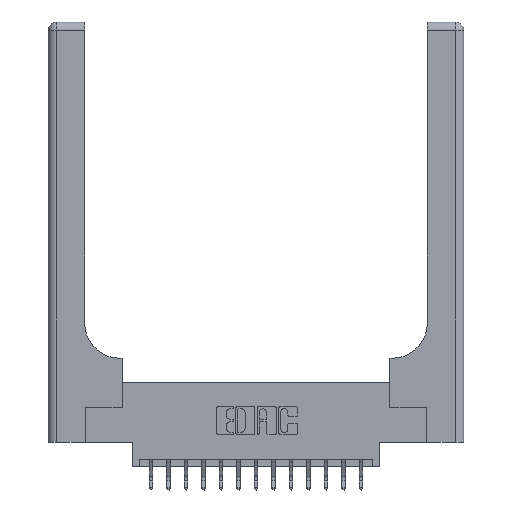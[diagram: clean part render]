
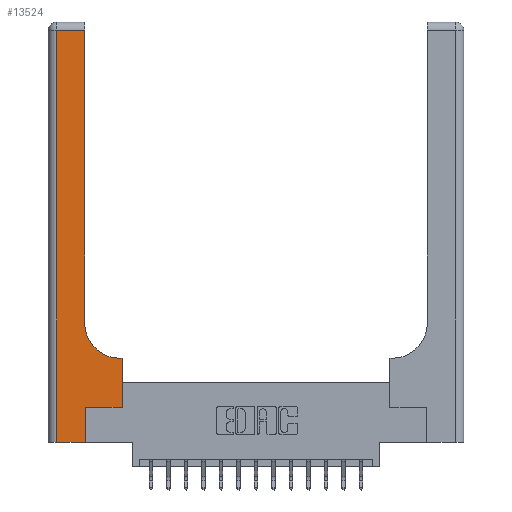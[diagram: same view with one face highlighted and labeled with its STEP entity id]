
A CAD part, top view. The second image highlights one B-rep face of the part: STEP entity #13524.
In plain terms, the highlighted planar face has unit normal (0, 0, 1).
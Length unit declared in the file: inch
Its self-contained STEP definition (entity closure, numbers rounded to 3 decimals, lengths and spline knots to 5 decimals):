
#367 = ORIENTED_EDGE ( 'NONE', *, *, #8694, .T. ) ;
#381 = LINE ( 'NONE', #922, #11447 ) ;
#529 = CARTESIAN_POINT ( 'NONE',  ( 0.265, 0.25, 0.37 ) ) ;
#775 = CARTESIAN_POINT ( 'NONE',  ( 0.51, 0.6, 0.37 ) ) ;
#843 = DIRECTION ( 'NONE',  ( 0., 1., 0. ) ) ;
#922 = CARTESIAN_POINT ( 'NONE',  ( 0.26, 3., 0.37 ) ) ;
#1010 = DIRECTION ( 'NONE',  ( -1., 0., 0. ) ) ;
#1059 = AXIS2_PLACEMENT_3D ( 'NONE', #5958, #11624, #17297 ) ;
#1092 = VECTOR ( 'NONE', #4231, 39.37008 ) ;
#1101 = ORIENTED_EDGE ( 'NONE', *, *, #18175, .T. ) ;
#1213 = VERTEX_POINT ( 'NONE', #11844 ) ;
#1230 = CARTESIAN_POINT ( 'NONE',  ( 0.26, 0.6, 0.37 ) ) ;
#1337 = VECTOR ( 'NONE', #14718, 39.37008 ) ;
#1430 = LINE ( 'NONE', #11476, #1092 ) ;
#1458 = DIRECTION ( 'NONE',  ( 0., 0., -1. ) ) ;
#2254 = CIRCLE ( 'NONE', #1059, 0.25 ) ;
#2306 = EDGE_CURVE ( 'NONE', #17826, #1213, #11310, .T. ) ;
#2310 = ORIENTED_EDGE ( 'NONE', *, *, #9720, .T. ) ;
#2324 = CARTESIAN_POINT ( 'NONE',  ( 0., 2.94, 0.37 ) ) ;
#2704 = EDGE_CURVE ( 'NONE', #4390, #7414, #381, .T. ) ;
#3319 = DIRECTION ( 'NONE',  ( 1., 0., 0. ) ) ;
#3562 = VECTOR ( 'NONE', #3319, 39.37008 ) ;
#3581 = EDGE_CURVE ( 'NONE', #4086, #16874, #1430, .T. ) ;
#3826 = VECTOR ( 'NONE', #843, 39.37008 ) ;
#3829 = EDGE_CURVE ( 'NONE', #18332, #11372, #8076, .T. ) ;
#3925 = EDGE_LOOP ( 'NONE', ( #8966, #2310, #12176, #4235, #13097, #367, #16805, #13369, #1101 ) ) ;
#4086 = VERTEX_POINT ( 'NONE', #14577 ) ;
#4231 = DIRECTION ( 'NONE',  ( 0., -1., 0. ) ) ;
#4235 = ORIENTED_EDGE ( 'NONE', *, *, #9406, .T. ) ;
#4390 = VERTEX_POINT ( 'NONE', #18203 ) ;
#4562 = CARTESIAN_POINT ( 'NONE',  ( 0.06, 0., 0.37 ) ) ;
#4806 = CARTESIAN_POINT ( 'NONE',  ( 0.265, 0., 0.37 ) ) ;
#5149 = EDGE_CURVE ( 'NONE', #1213, #16144, #8279, .T. ) ;
#5293 = VECTOR ( 'NONE', #1010, 39.37008 ) ;
#5515 = DIRECTION ( 'NONE',  ( -1., 0., 0. ) ) ;
#5958 = CARTESIAN_POINT ( 'NONE',  ( 0.51, 0.85, 0.37 ) ) ;
#6025 = LINE ( 'NONE', #529, #3562 ) ;
#6858 = CARTESIAN_POINT ( 'NONE',  ( 0.528, 0.25, 0.37 ) ) ;
#6957 = PLANE ( 'NONE',  #11975 ) ;
#7414 = VERTEX_POINT ( 'NONE', #13554 ) ;
#8076 = LINE ( 'NONE', #18052, #3826 ) ;
#8279 = LINE ( 'NONE', #1230, #12103 ) ;
#8694 = EDGE_CURVE ( 'NONE', #11372, #17826, #6025, .T. ) ;
#8966 = ORIENTED_EDGE ( 'NONE', *, *, #2704, .T. ) ;
#9406 = EDGE_CURVE ( 'NONE', #16874, #18332, #9421, .T. ) ;
#9421 = LINE ( 'NONE', #17525, #1337 ) ;
#9491 = CARTESIAN_POINT ( 'NONE',  ( 0.528, 0.25, 0.37 ) ) ;
#9720 = EDGE_CURVE ( 'NONE', #7414, #4086, #10966, .T. ) ;
#9825 = FACE_OUTER_BOUND ( 'NONE', #3925, .T. ) ;
#9908 = DIRECTION ( 'NONE',  ( -1., 0., 0. ) ) ;
#10117 = VECTOR ( 'NONE', #11496, 39.37008 ) ;
#10966 = LINE ( 'NONE', #2324, #5293 ) ;
#11310 = LINE ( 'NONE', #6858, #10117 ) ;
#11372 = VERTEX_POINT ( 'NONE', #18070 ) ;
#11447 = VECTOR ( 'NONE', #16025, 39.37008 ) ;
#11476 = CARTESIAN_POINT ( 'NONE',  ( 0.06, 3., 0.37 ) ) ;
#11496 = DIRECTION ( 'NONE',  ( 0., 1., 0. ) ) ;
#11624 = DIRECTION ( 'NONE',  ( 0., 0., -1. ) ) ;
#11844 = CARTESIAN_POINT ( 'NONE',  ( 0.528, 0.6, 0.37 ) ) ;
#11975 = AXIS2_PLACEMENT_3D ( 'NONE', #16811, #1458, #9908 ) ;
#12103 = VECTOR ( 'NONE', #5515, 39.37008 ) ;
#12176 = ORIENTED_EDGE ( 'NONE', *, *, #3581, .T. ) ;
#13097 = ORIENTED_EDGE ( 'NONE', *, *, #3829, .T. ) ;
#13369 = ORIENTED_EDGE ( 'NONE', *, *, #5149, .T. ) ;
#13524 = ADVANCED_FACE ( 'NONE', ( #9825 ), #6957, .F. ) ;
#13554 = CARTESIAN_POINT ( 'NONE',  ( 0.26, 2.94, 0.37 ) ) ;
#14577 = CARTESIAN_POINT ( 'NONE',  ( 0.06, 2.94, 0.37 ) ) ;
#14718 = DIRECTION ( 'NONE',  ( 1., 0., 0. ) ) ;
#16025 = DIRECTION ( 'NONE',  ( 0., 1., 0. ) ) ;
#16144 = VERTEX_POINT ( 'NONE', #775 ) ;
#16805 = ORIENTED_EDGE ( 'NONE', *, *, #2306, .T. ) ;
#16811 = CARTESIAN_POINT ( 'NONE',  ( 0., 3., 0.37 ) ) ;
#16874 = VERTEX_POINT ( 'NONE', #4562 ) ;
#17297 = DIRECTION ( 'NONE',  ( 1., 0., 0. ) ) ;
#17525 = CARTESIAN_POINT ( 'NONE',  ( 0., 0., 0.37 ) ) ;
#17826 = VERTEX_POINT ( 'NONE', #9491 ) ;
#18052 = CARTESIAN_POINT ( 'NONE',  ( 0.265, 0., 0.37 ) ) ;
#18070 = CARTESIAN_POINT ( 'NONE',  ( 0.265, 0.25, 0.37 ) ) ;
#18175 = EDGE_CURVE ( 'NONE', #16144, #4390, #2254, .T. ) ;
#18203 = CARTESIAN_POINT ( 'NONE',  ( 0.26, 0.85, 0.37 ) ) ;
#18332 = VERTEX_POINT ( 'NONE', #4806 ) ;
